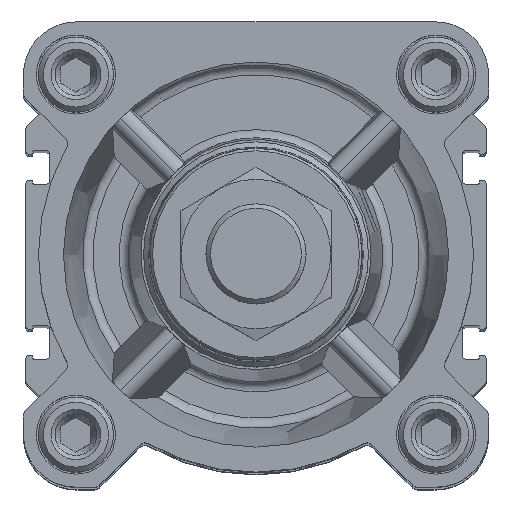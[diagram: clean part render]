
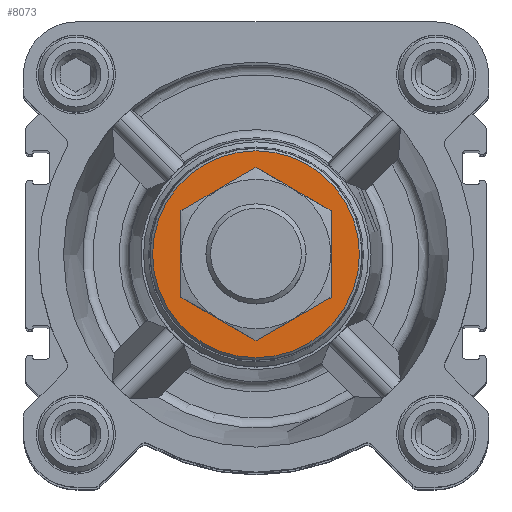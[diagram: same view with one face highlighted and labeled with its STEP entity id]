
A CAD part, top view. The second image highlights one B-rep face of the part: STEP entity #8073.
In plain terms, the highlighted planar face has unit normal (0, 0, 1).
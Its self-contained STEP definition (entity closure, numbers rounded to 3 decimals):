
#1492=PLANE('',#8900);
#1885=CIRCLE('',#8901,20.686);
#1886=CIRCLE('',#8902,12.5);
#3784=ORIENTED_EDGE('',*,*,#5227,.F.);
#3785=ORIENTED_EDGE('',*,*,#5228,.T.);
#5227=EDGE_CURVE('',#6094,#6094,#1885,.T.);
#5228=EDGE_CURVE('',#6095,#6095,#1886,.T.);
#6094=VERTEX_POINT('',#13861);
#6095=VERTEX_POINT('',#13863);
#6748=EDGE_LOOP('',(#3784));
#6749=EDGE_LOOP('',(#3785));
#7335=FACE_BOUND('',#6748,.T.);
#7336=FACE_BOUND('',#6749,.T.);
#8073=ADVANCED_FACE('',(#7335,#7336),#1492,.F.);
#8900=AXIS2_PLACEMENT_3D('',#13859,#10913,#10914);
#8901=AXIS2_PLACEMENT_3D('',#13860,#10915,#10916);
#8902=AXIS2_PLACEMENT_3D('',#13862,#10917,#10918);
#10913=DIRECTION('',(0.,0.,-1.));
#10914=DIRECTION('',(-1.,0.,0.));
#10915=DIRECTION('',(0.,0.,-1.));
#10916=DIRECTION('',(-1.,0.,0.));
#10917=DIRECTION('',(0.,0.,-1.));
#10918=DIRECTION('',(-1.,0.,0.));
#13859=CARTESIAN_POINT('',(0.,0.,34.2));
#13860=CARTESIAN_POINT('',(0.,0.,34.2));
#13861=CARTESIAN_POINT('',(-20.686,0.,34.2));
#13862=CARTESIAN_POINT('',(0.,0.,34.2));
#13863=CARTESIAN_POINT('',(-12.5,0.,34.2));
